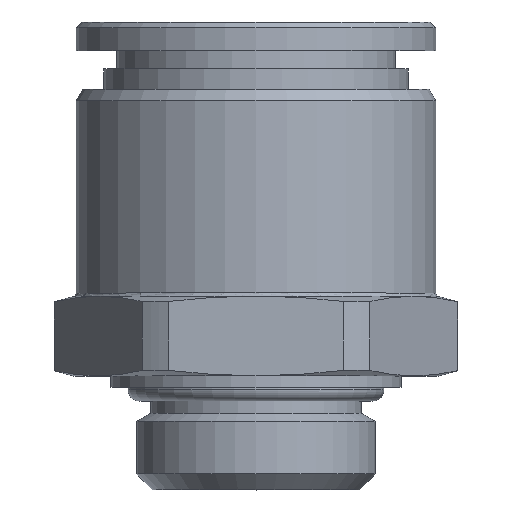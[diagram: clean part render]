
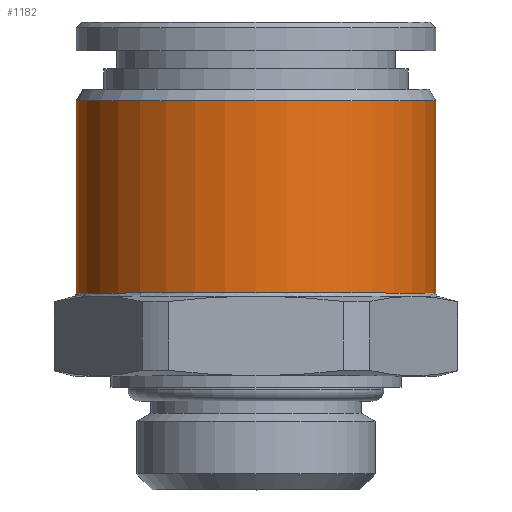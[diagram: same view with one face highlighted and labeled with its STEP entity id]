
A CAD part, top view. The second image highlights one B-rep face of the part: STEP entity #1182.
In plain terms, the highlighted cylindrical face has radius 15.8 mm (diameter 31.6 mm), a partial arc.
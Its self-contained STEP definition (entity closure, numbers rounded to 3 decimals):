
#132=CARTESIAN_POINT('',(0.,34.2,0.));
#133=DIRECTION('',(0.,1.,0.));
#134=DIRECTION('',(-1.,0.,0.));
#135=AXIS2_PLACEMENT_3D('',#132,#133,#134);
#137=CARTESIAN_POINT('',(0.,17.284,0.));
#138=DIRECTION('',(0.,1.,0.));
#139=DIRECTION('',(-1.,0.,0.));
#140=AXIS2_PLACEMENT_3D('',#137,#138,#139);
#142=DIRECTION('',(0.,-1.,0.));
#143=VECTOR('',#142,16.916);
#144=CARTESIAN_POINT('',(-15.8,34.2,0.));
#145=LINE('',#144,#143);
#151=DIRECTION('',(0.,-1.,0.));
#152=VECTOR('',#151,16.916);
#153=CARTESIAN_POINT('',(15.8,34.2,0.));
#154=LINE('',#153,#152);
#853=CARTESIAN_POINT('',(-15.8,34.2,0.));
#855=VERTEX_POINT('',#853);
#857=CARTESIAN_POINT('',(15.8,34.2,0.));
#859=VERTEX_POINT('',#857);
#952=CARTESIAN_POINT('',(-15.8,17.284,0.));
#953=VERTEX_POINT('',#952);
#954=CARTESIAN_POINT('',(15.8,17.284,0.));
#955=VERTEX_POINT('',#954);
#1168=CARTESIAN_POINT('',(0.,16.09,0.));
#1169=DIRECTION('',(0.,1.,0.));
#1170=DIRECTION('',(1.,0.,0.));
#1171=AXIS2_PLACEMENT_3D('',#1168,#1169,#1170);
#1172=CYLINDRICAL_SURFACE('',#1171,15.8);
#1174=ORIENTED_EDGE('',*,*,#1173,.F.);
#1175=ORIENTED_EDGE('',*,*,#1163,.T.);
#1177=ORIENTED_EDGE('',*,*,#1176,.T.);
#1179=ORIENTED_EDGE('',*,*,#1178,.F.);
#1180=EDGE_LOOP('',(#1174,#1175,#1177,#1179));
#1181=FACE_OUTER_BOUND('',#1180,.F.);
#1182=ADVANCED_FACE('',(#1181),#1172,.T.);
#136=CIRCLE('',#135,15.8);
#141=CIRCLE('',#140,15.8);
#1163=EDGE_CURVE('',#855,#859,#136,.T.);
#1173=EDGE_CURVE('',#855,#953,#145,.T.);
#1176=EDGE_CURVE('',#859,#955,#154,.T.);
#1178=EDGE_CURVE('',#953,#955,#141,.T.);
